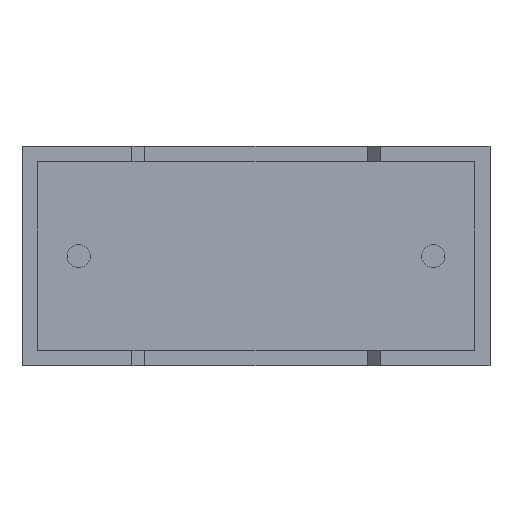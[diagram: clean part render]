
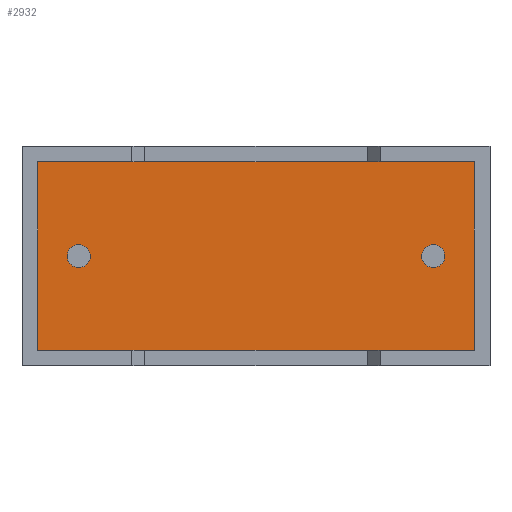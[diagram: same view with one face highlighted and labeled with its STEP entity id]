
A CAD part, front view. The second image highlights one B-rep face of the part: STEP entity #2932.
In plain terms, the highlighted planar face has unit normal (0, -1, 0).
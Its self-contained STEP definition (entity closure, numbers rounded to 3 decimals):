
#21 = EDGE_CURVE ( 'NONE', #1650, #1163, #954, .T. ) ;
#44 = CARTESIAN_POINT ( 'NONE',  ( 0.44, 0.75, 5.76 ) ) ;
#107 = CARTESIAN_POINT ( 'NONE',  ( 0.44, 0.75, 0.44 ) ) ;
#123 = DIRECTION ( 'NONE',  ( 0., -1., 0. ) ) ;
#125 = EDGE_CURVE ( 'NONE', #1163, #1650, #2820, .T. ) ;
#156 = DIRECTION ( 'NONE',  ( 0., -1., 0. ) ) ;
#170 = CARTESIAN_POINT ( 'NONE',  ( 1.6, 0.75, 3.425 ) ) ;
#189 = DIRECTION ( 'NONE',  ( 0., -1., 0. ) ) ;
#223 = ORIENTED_EDGE ( 'NONE', *, *, #2476, .T. ) ;
#302 = CARTESIAN_POINT ( 'NONE',  ( 0.44, 0.75, 0.44 ) ) ;
#303 = VERTEX_POINT ( 'NONE', #2117 ) ;
#340 = VERTEX_POINT ( 'NONE', #44 ) ;
#348 = DIRECTION ( 'NONE',  ( 1., 0., 0. ) ) ;
#558 = ORIENTED_EDGE ( 'NONE', *, *, #2254, .T. ) ;
#651 = FACE_BOUND ( 'NONE', #2192, .T. ) ;
#667 = PLANE ( 'NONE',  #1746 ) ;
#701 = VERTEX_POINT ( 'NONE', #107 ) ;
#722 = LINE ( 'NONE', #2596, #1671 ) ;
#760 = EDGE_LOOP ( 'NONE', ( #558, #223, #2683, #2722 ) ) ;
#826 = VECTOR ( 'NONE', #1545, 1000. ) ;
#850 = CARTESIAN_POINT ( 'NONE',  ( 11.6, 0.75, 3.1 ) ) ;
#954 = CIRCLE ( 'NONE', #2036, 0.325 ) ;
#969 = VERTEX_POINT ( 'NONE', #2145 ) ;
#1008 = ORIENTED_EDGE ( 'NONE', *, *, #1495, .F. ) ;
#1163 = VERTEX_POINT ( 'NONE', #170 ) ;
#1168 = CIRCLE ( 'NONE', #1609, 0.325 ) ;
#1366 = CARTESIAN_POINT ( 'NONE',  ( 0., 0.75, 0. ) ) ;
#1430 = DIRECTION ( 'NONE',  ( 0., 0., -1. ) ) ;
#1495 = EDGE_CURVE ( 'NONE', #2746, #2832, #1168, .T. ) ;
#1545 = DIRECTION ( 'NONE',  ( 0., 0., 1. ) ) ;
#1548 = ORIENTED_EDGE ( 'NONE', *, *, #2928, .F. ) ;
#1599 = CARTESIAN_POINT ( 'NONE',  ( 11.6, 0.75, 3.1 ) ) ;
#1609 = AXIS2_PLACEMENT_3D ( 'NONE', #1599, #2072, #1842 ) ;
#1650 = VERTEX_POINT ( 'NONE', #1707 ) ;
#1671 = VECTOR ( 'NONE', #2170, 1000. ) ;
#1707 = CARTESIAN_POINT ( 'NONE',  ( 1.6, 0.75, 2.775 ) ) ;
#1724 = CARTESIAN_POINT ( 'NONE',  ( 11.6, 0.75, 2.775 ) ) ;
#1746 = AXIS2_PLACEMENT_3D ( 'NONE', #1366, #189, #2754 ) ;
#1791 = CIRCLE ( 'NONE', #2419, 0.325 ) ;
#1842 = DIRECTION ( 'NONE',  ( 0., 0., -1. ) ) ;
#1899 = EDGE_LOOP ( 'NONE', ( #2197, #3055 ) ) ;
#1912 = DIRECTION ( 'NONE',  ( 0., 0., -1. ) ) ;
#1960 = DIRECTION ( 'NONE',  ( 0., -1., 0. ) ) ;
#2021 = DIRECTION ( 'NONE',  ( 0., 0., -1. ) ) ;
#2036 = AXIS2_PLACEMENT_3D ( 'NONE', #2781, #123, #1430 ) ;
#2072 = DIRECTION ( 'NONE',  ( 0., -1., 0. ) ) ;
#2099 = VECTOR ( 'NONE', #348, 1000. ) ;
#2114 = CARTESIAN_POINT ( 'NONE',  ( 11.6, 0.75, 3.425 ) ) ;
#2117 = CARTESIAN_POINT ( 'NONE',  ( 12.76, 0.75, 0.44 ) ) ;
#2145 = CARTESIAN_POINT ( 'NONE',  ( 12.76, 0.75, 5.76 ) ) ;
#2170 = DIRECTION ( 'NONE',  ( -1., 0., 0. ) ) ;
#2192 = EDGE_LOOP ( 'NONE', ( #1008, #1548 ) ) ;
#2197 = ORIENTED_EDGE ( 'NONE', *, *, #125, .F. ) ;
#2254 = EDGE_CURVE ( 'NONE', #340, #701, #2797, .T. ) ;
#2419 = AXIS2_PLACEMENT_3D ( 'NONE', #850, #156, #2021 ) ;
#2422 = EDGE_CURVE ( 'NONE', #969, #340, #722, .T. ) ;
#2442 = VECTOR ( 'NONE', #3010, 1000. ) ;
#2476 = EDGE_CURVE ( 'NONE', #701, #303, #2956, .T. ) ;
#2504 = FACE_BOUND ( 'NONE', #1899, .T. ) ;
#2596 = CARTESIAN_POINT ( 'NONE',  ( 12.76, 0.75, 5.76 ) ) ;
#2600 = EDGE_CURVE ( 'NONE', #303, #969, #2703, .T. ) ;
#2683 = ORIENTED_EDGE ( 'NONE', *, *, #2600, .T. ) ;
#2703 = LINE ( 'NONE', #2716, #826 ) ;
#2716 = CARTESIAN_POINT ( 'NONE',  ( 12.76, 0.75, 0.44 ) ) ;
#2722 = ORIENTED_EDGE ( 'NONE', *, *, #2422, .T. ) ;
#2742 = FACE_OUTER_BOUND ( 'NONE', #760, .T. ) ;
#2746 = VERTEX_POINT ( 'NONE', #2114 ) ;
#2754 = DIRECTION ( 'NONE',  ( 0., 0., -1. ) ) ;
#2779 = CARTESIAN_POINT ( 'NONE',  ( 0.44, 0.75, 5.76 ) ) ;
#2781 = CARTESIAN_POINT ( 'NONE',  ( 1.6, 0.75, 3.1 ) ) ;
#2797 = LINE ( 'NONE', #2779, #2442 ) ;
#2820 = CIRCLE ( 'NONE', #3020, 0.325 ) ;
#2832 = VERTEX_POINT ( 'NONE', #1724 ) ;
#2928 = EDGE_CURVE ( 'NONE', #2832, #2746, #1791, .T. ) ;
#2932 = ADVANCED_FACE ( 'NONE', ( #651, #2742, #2504 ), #667, .T. ) ;
#2956 = LINE ( 'NONE', #302, #2099 ) ;
#3010 = DIRECTION ( 'NONE',  ( 0., 0., -1. ) ) ;
#3020 = AXIS2_PLACEMENT_3D ( 'NONE', #3032, #1960, #1912 ) ;
#3032 = CARTESIAN_POINT ( 'NONE',  ( 1.6, 0.75, 3.1 ) ) ;
#3055 = ORIENTED_EDGE ( 'NONE', *, *, #21, .F. ) ;
